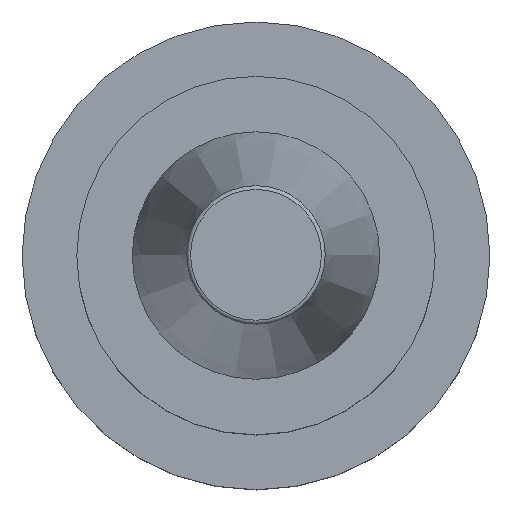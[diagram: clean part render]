
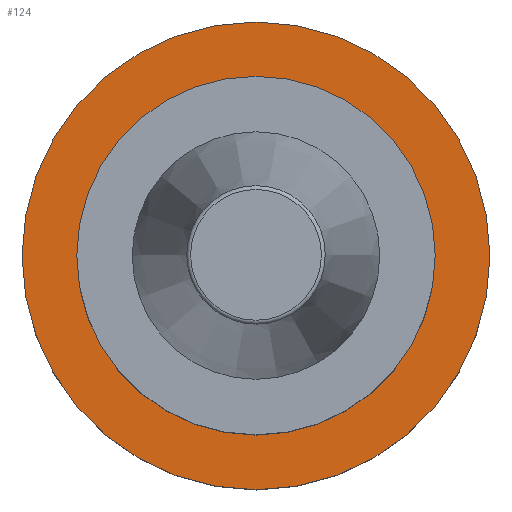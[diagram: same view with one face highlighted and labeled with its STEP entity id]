
A CAD part, top view. The second image highlights one B-rep face of the part: STEP entity #124.
In plain terms, the highlighted planar face has unit normal (0, 0, 1).
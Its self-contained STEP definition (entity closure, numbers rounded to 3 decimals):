
#80=FACE_BOUND('',#182,.T.);
#81=FACE_BOUND('',#183,.T.);
#124=ADVANCED_FACE('',(#80,#81),#144,.F.);
#144=PLANE('',#389);
#182=EDGE_LOOP('',(#240));
#183=EDGE_LOOP('',(#241));
#240=ORIENTED_EDGE('',*,*,#313,.F.);
#241=ORIENTED_EDGE('',*,*,#312,.T.);
#283=VERTEX_POINT('',#582);
#284=VERTEX_POINT('',#585);
#312=EDGE_CURVE('',#283,#283,#341,.T.);
#313=EDGE_CURVE('',#284,#284,#342,.T.);
#341=CIRCLE('',#386,22.5);
#342=CIRCLE('',#388,30.0);
#386=AXIS2_PLACEMENT_3D('',#581,#477,#478);
#388=AXIS2_PLACEMENT_3D('',#584,#481,#482);
#389=AXIS2_PLACEMENT_3D('',#586,#483,#484);
#477=DIRECTION('',(0.0,0.0,-1.0));
#478=DIRECTION('',(-1.0,0.0,0.0));
#481=DIRECTION('',(0.0,0.0,-1.0));
#482=DIRECTION('',(-1.0,0.0,0.0));
#483=DIRECTION('',(0.0,0.0,-1.0));
#484=DIRECTION('',(-1.0,0.0,0.0));
#581=CARTESIAN_POINT('',(0.0,0.0,-25.0));
#582=CARTESIAN_POINT('',(-22.5,0.0,-25.0));
#584=CARTESIAN_POINT('',(0.0,0.0,-25.0));
#585=CARTESIAN_POINT('',(-30.0,0.0,-25.0));
#586=CARTESIAN_POINT('',(0.0,22.5,-25.0));
